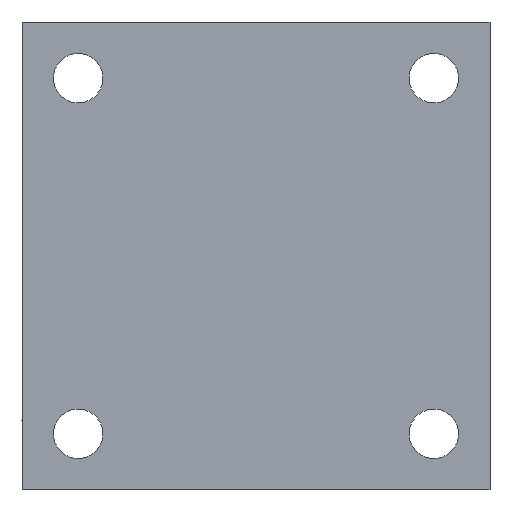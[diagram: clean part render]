
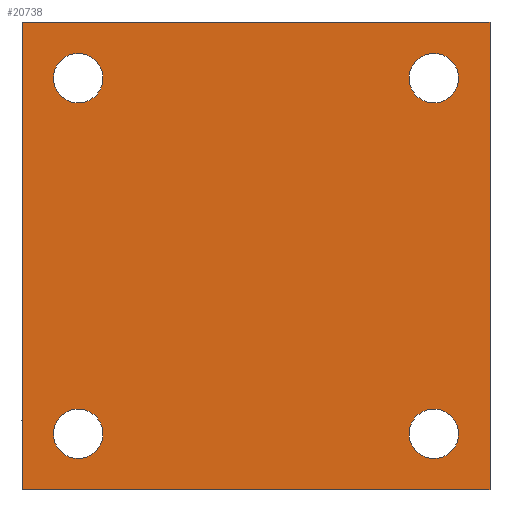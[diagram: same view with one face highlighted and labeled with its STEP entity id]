
A CAD part, left-side view. The second image highlights one B-rep face of the part: STEP entity #20738.
In plain terms, the highlighted planar face has unit normal (-1, 0, 0).
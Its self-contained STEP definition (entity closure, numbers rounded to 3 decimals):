
#9 = CARTESIAN_POINT ( 'NONE',  ( -29.75, 0., -25. ) ) ;
#692 = CIRCLE ( 'NONE', #15466, 2.65 ) ;
#766 = VERTEX_POINT ( 'NONE', #7338 ) ;
#904 = DIRECTION ( 'NONE',  ( 1., 0., 0. ) ) ;
#1165 = FACE_BOUND ( 'NONE', #9626, .T. ) ;
#1266 = FACE_OUTER_BOUND ( 'NONE', #17225, .T. ) ;
#1371 = FACE_BOUND ( 'NONE', #6057, .T. ) ;
#1431 = EDGE_CURVE ( 'NONE', #1741, #1741, #692, .T. ) ;
#1519 = EDGE_CURVE ( 'NONE', #5179, #5179, #4838, .T. ) ;
#1537 = VERTEX_POINT ( 'NONE', #18816 ) ;
#1648 = CARTESIAN_POINT ( 'NONE',  ( -29.75, 50., -25. ) ) ;
#1667 = AXIS2_PLACEMENT_3D ( 'NONE', #6324, #12877, #16527 ) ;
#1741 = VERTEX_POINT ( 'NONE', #5388 ) ;
#2187 = EDGE_CURVE ( 'NONE', #3568, #3568, #11680, .T. ) ;
#2414 = LINE ( 'NONE', #18762, #5059 ) ;
#2455 = EDGE_LOOP ( 'NONE', ( #10866 ) ) ;
#3000 = VERTEX_POINT ( 'NONE', #19306 ) ;
#3549 = DIRECTION ( 'NONE',  ( 1., 0., 0. ) ) ;
#3568 = VERTEX_POINT ( 'NONE', #10110 ) ;
#4723 = VECTOR ( 'NONE', #5503, 1000. ) ;
#4818 = FACE_BOUND ( 'NONE', #18349, .T. ) ;
#4838 = CIRCLE ( 'NONE', #12383, 2.65 ) ;
#5059 = VECTOR ( 'NONE', #10572, 1000. ) ;
#5089 = VECTOR ( 'NONE', #7996, 1000. ) ;
#5179 = VERTEX_POINT ( 'NONE', #10007 ) ;
#5388 = CARTESIAN_POINT ( 'NONE',  ( -29.75, 44., -21.65 ) ) ;
#5503 = DIRECTION ( 'NONE',  ( 0., 0., 1. ) ) ;
#5842 = EDGE_CURVE ( 'NONE', #1537, #3000, #8960, .T. ) ;
#5947 = DIRECTION ( 'NONE',  ( 0., -1., 0. ) ) ;
#6057 = EDGE_LOOP ( 'NONE', ( #12391 ) ) ;
#6324 = CARTESIAN_POINT ( 'NONE',  ( -29.75, 44., 19. ) ) ;
#6517 = VERTEX_POINT ( 'NONE', #1648 ) ;
#6912 = ORIENTED_EDGE ( 'NONE', *, *, #15984, .T. ) ;
#7090 = CARTESIAN_POINT ( 'NONE',  ( -29.75, 6., 19. ) ) ;
#7338 = CARTESIAN_POINT ( 'NONE',  ( -29.75, 44., 16.35 ) ) ;
#7638 = ORIENTED_EDGE ( 'NONE', *, *, #19232, .F. ) ;
#7724 = DIRECTION ( 'NONE',  ( 1., 0., 0. ) ) ;
#7996 = DIRECTION ( 'NONE',  ( 0., -1., 0. ) ) ;
#8750 = CARTESIAN_POINT ( 'NONE',  ( -29.75, 50., 25. ) ) ;
#8812 = DIRECTION ( 'NONE',  ( 0., 0., -1. ) ) ;
#8960 = LINE ( 'NONE', #8750, #14999 ) ;
#9241 = VERTEX_POINT ( 'NONE', #9 ) ;
#9431 = LINE ( 'NONE', #20925, #4723 ) ;
#9626 = EDGE_LOOP ( 'NONE', ( #12835 ) ) ;
#9863 = AXIS2_PLACEMENT_3D ( 'NONE', #19544, #7724, #20930 ) ;
#9920 = CARTESIAN_POINT ( 'NONE',  ( -29.75, 50., -25. ) ) ;
#10007 = CARTESIAN_POINT ( 'NONE',  ( -29.75, 6., 16.35 ) ) ;
#10110 = CARTESIAN_POINT ( 'NONE',  ( -29.75, 6., -21.65 ) ) ;
#10323 = ORIENTED_EDGE ( 'NONE', *, *, #5842, .F. ) ;
#10572 = DIRECTION ( 'NONE',  ( 0., 0., 1. ) ) ;
#10866 = ORIENTED_EDGE ( 'NONE', *, *, #1519, .T. ) ;
#11611 = CIRCLE ( 'NONE', #1667, 2.65 ) ;
#11680 = CIRCLE ( 'NONE', #14126, 2.65 ) ;
#12383 = AXIS2_PLACEMENT_3D ( 'NONE', #7090, #16649, #8812 ) ;
#12391 = ORIENTED_EDGE ( 'NONE', *, *, #2187, .T. ) ;
#12835 = ORIENTED_EDGE ( 'NONE', *, *, #16438, .T. ) ;
#12877 = DIRECTION ( 'NONE',  ( 1., 0., 0. ) ) ;
#14126 = AXIS2_PLACEMENT_3D ( 'NONE', #18338, #904, #15746 ) ;
#14619 = CARTESIAN_POINT ( 'NONE',  ( -29.75, 44., -19. ) ) ;
#14734 = DIRECTION ( 'NONE',  ( 0., 0., -1. ) ) ;
#14774 = LINE ( 'NONE', #9920, #5089 ) ;
#14999 = VECTOR ( 'NONE', #5947, 1000. ) ;
#15466 = AXIS2_PLACEMENT_3D ( 'NONE', #14619, #3549, #14734 ) ;
#15746 = DIRECTION ( 'NONE',  ( 0., 0., -1. ) ) ;
#15984 = EDGE_CURVE ( 'NONE', #6517, #9241, #14774, .T. ) ;
#16204 = FACE_BOUND ( 'NONE', #2455, .T. ) ;
#16438 = EDGE_CURVE ( 'NONE', #766, #766, #11611, .T. ) ;
#16527 = DIRECTION ( 'NONE',  ( 0., 0., -1. ) ) ;
#16649 = DIRECTION ( 'NONE',  ( 1., 0., 0. ) ) ;
#17225 = EDGE_LOOP ( 'NONE', ( #20351, #10323, #7638, #6912 ) ) ;
#17820 = PLANE ( 'NONE',  #9863 ) ;
#18338 = CARTESIAN_POINT ( 'NONE',  ( -29.75, 6., -19. ) ) ;
#18349 = EDGE_LOOP ( 'NONE', ( #20044 ) ) ;
#18762 = CARTESIAN_POINT ( 'NONE',  ( -29.75, 50., -25. ) ) ;
#18816 = CARTESIAN_POINT ( 'NONE',  ( -29.75, 50., 25. ) ) ;
#19232 = EDGE_CURVE ( 'NONE', #6517, #1537, #2414, .T. ) ;
#19306 = CARTESIAN_POINT ( 'NONE',  ( -29.75, 0., 25. ) ) ;
#19498 = EDGE_CURVE ( 'NONE', #9241, #3000, #9431, .T. ) ;
#19544 = CARTESIAN_POINT ( 'NONE',  ( -29.75, 50., -25. ) ) ;
#20044 = ORIENTED_EDGE ( 'NONE', *, *, #1431, .T. ) ;
#20351 = ORIENTED_EDGE ( 'NONE', *, *, #19498, .T. ) ;
#20738 = ADVANCED_FACE ( 'NONE', ( #16204, #1371, #4818, #1165, #1266 ), #17820, .F. ) ;
#20925 = CARTESIAN_POINT ( 'NONE',  ( -29.75, 0., -25. ) ) ;
#20930 = DIRECTION ( 'NONE',  ( 0., 0., -1. ) ) ;
